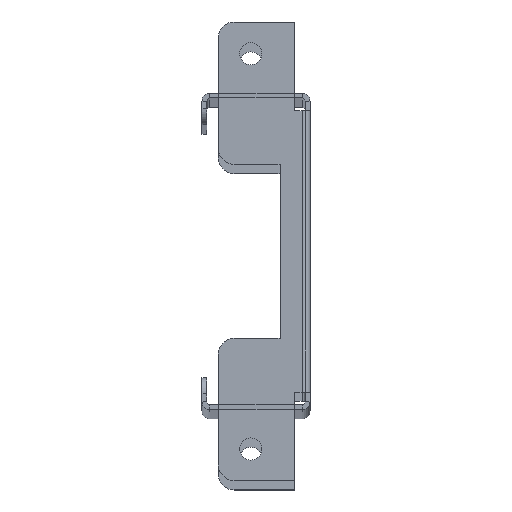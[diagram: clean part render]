
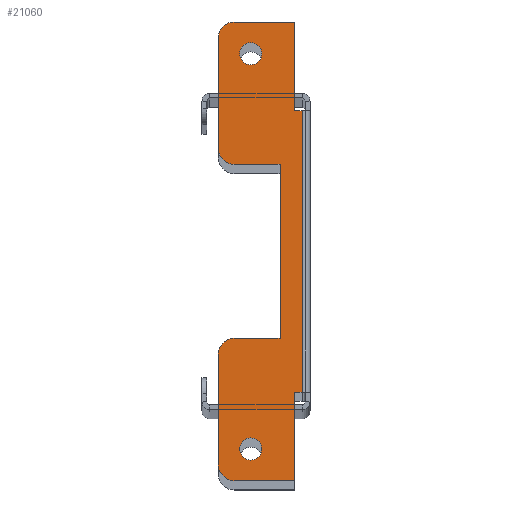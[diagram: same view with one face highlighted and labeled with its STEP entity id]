
A CAD part, top view. The second image highlights one B-rep face of the part: STEP entity #21060.
In plain terms, the highlighted planar face has unit normal (0, 0, 1).
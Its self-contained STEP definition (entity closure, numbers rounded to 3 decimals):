
#10519=CARTESIAN_POINT('Vertex',(-20.8,-62.5,849.5)) ;
#10522=CARTESIAN_POINT('Axis2P3D Location',(-17.3,-62.5,849.5)) ;
#10526=CARTESIAN_POINT('Vertex',(-17.3,-66.,849.5)) ;
#10559=CARTESIAN_POINT('Vertex',(-17.3,66.,849.5)) ;
#10562=CARTESIAN_POINT('Axis2P3D Location',(-17.3,62.5,849.5)) ;
#10566=CARTESIAN_POINT('Vertex',(-20.8,62.5,849.5)) ;
#10600=CARTESIAN_POINT('Axis2P3D Location',(-17.3,62.5,849.5)) ;
#10604=CARTESIAN_POINT('Vertex',(-17.3,59.,849.5)) ;
#10637=CARTESIAN_POINT('Vertex',(-3.5,72.5,849.5)) ;
#10640=CARTESIAN_POINT('Line Origine',(-3.5,58.5,849.5)) ;
#10644=CARTESIAN_POINT('Vertex',(-3.5,44.5,849.5)) ;
#10670=CARTESIAN_POINT('Vertex',(-3.5,-72.5,849.5)) ;
#10673=CARTESIAN_POINT('Line Origine',(-13.,-72.5,849.5)) ;
#10677=CARTESIAN_POINT('Vertex',(-22.5,-72.5,849.5)) ;
#10717=CARTESIAN_POINT('Vertex',(-27.5,32.5,849.5)) ;
#10720=CARTESIAN_POINT('Line Origine',(-27.5,50.,849.5)) ;
#10724=CARTESIAN_POINT('Vertex',(-27.5,67.5,849.5)) ;
#10745=CARTESIAN_POINT('Vertex',(-27.5,-67.5,849.5)) ;
#10748=CARTESIAN_POINT('Line Origine',(-27.5,-50.,849.5)) ;
#10752=CARTESIAN_POINT('Vertex',(-27.5,-32.5,849.5)) ;
#10792=CARTESIAN_POINT('Vertex',(-22.5,-27.5,849.5)) ;
#10795=CARTESIAN_POINT('Line Origine',(-15.25,-27.5,849.5)) ;
#10799=CARTESIAN_POINT('Vertex',(-8.,-27.5,849.5)) ;
#10825=CARTESIAN_POINT('Vertex',(-8.,27.5,849.5)) ;
#10828=CARTESIAN_POINT('Line Origine',(-15.25,27.5,849.5)) ;
#10832=CARTESIAN_POINT('Vertex',(-22.5,27.5,849.5)) ;
#10870=CARTESIAN_POINT('Vertex',(-22.5,72.5,849.5)) ;
#10873=CARTESIAN_POINT('Line Origine',(-13.,72.5,849.5)) ;
#10895=CARTESIAN_POINT('Axis2P3D Location',(-22.5,-67.5,849.5)) ;
#10917=CARTESIAN_POINT('Axis2P3D Location',(-22.5,67.5,849.5)) ;
#10939=CARTESIAN_POINT('Axis2P3D Location',(-22.5,32.5,849.5)) ;
#10961=CARTESIAN_POINT('Axis2P3D Location',(-22.5,-32.5,849.5)) ;
#11671=CARTESIAN_POINT('Axis2P3D Location',(-17.3,62.5,849.5)) ;
#11675=CARTESIAN_POINT('Vertex',(-13.8,62.5,849.5)) ;
#11700=CARTESIAN_POINT('Line Origine',(-8.,0.,849.5)) ;
#11717=CARTESIAN_POINT('Axis2P3D Location',(-17.3,62.5,849.5)) ;
#11745=CARTESIAN_POINT('Vertex',(-3.5,-44.5,849.5)) ;
#11759=CARTESIAN_POINT('Vertex',(-1.,-44.5,849.5)) ;
#11762=CARTESIAN_POINT('Line Origine',(-2.25,-44.5,849.5)) ;
#11792=CARTESIAN_POINT('Vertex',(-13.8,-62.5,849.5)) ;
#11795=CARTESIAN_POINT('Axis2P3D Location',(-17.3,-62.5,849.5)) ;
#11799=CARTESIAN_POINT('Vertex',(-17.3,-59.,849.5)) ;
#11824=CARTESIAN_POINT('Axis2P3D Location',(-17.3,-62.5,849.5)) ;
#11841=CARTESIAN_POINT('Line Origine',(-3.5,-58.5,849.5)) ;
#11863=CARTESIAN_POINT('Axis2P3D Location',(-17.3,-62.5,849.5)) ;
#21013=CARTESIAN_POINT('Axis2P3D Location',(0.,0.,849.5)) ;
#21018=CARTESIAN_POINT('Line Origine',(-1.,0.,849.5)) ;
#21022=CARTESIAN_POINT('Vertex',(-1.,44.5,849.5)) ;
#21025=CARTESIAN_POINT('Line Origine',(-2.25,44.5,849.5)) ;
#10523=DIRECTION('Axis2P3D Direction',(0.,0.,1.)) ;
#10563=DIRECTION('Axis2P3D Direction',(0.,0.,1.)) ;
#10601=DIRECTION('Axis2P3D Direction',(0.,0.,1.)) ;
#10641=DIRECTION('Vector Direction',(0.,1.,0.)) ;
#10674=DIRECTION('Vector Direction',(-1.,0.,0.)) ;
#10721=DIRECTION('Vector Direction',(0.,1.,0.)) ;
#10749=DIRECTION('Vector Direction',(0.,1.,0.)) ;
#10796=DIRECTION('Vector Direction',(1.,0.,0.)) ;
#10829=DIRECTION('Vector Direction',(1.,0.,0.)) ;
#10874=DIRECTION('Vector Direction',(-1.,0.,0.)) ;
#10896=DIRECTION('Axis2P3D Direction',(0.,0.,1.)) ;
#10918=DIRECTION('Axis2P3D Direction',(0.,0.,1.)) ;
#10940=DIRECTION('Axis2P3D Direction',(0.,0.,1.)) ;
#10962=DIRECTION('Axis2P3D Direction',(0.,0.,1.)) ;
#11672=DIRECTION('Axis2P3D Direction',(0.,0.,1.)) ;
#11701=DIRECTION('Vector Direction',(0.,1.,0.)) ;
#11718=DIRECTION('Axis2P3D Direction',(0.,0.,1.)) ;
#11763=DIRECTION('Vector Direction',(1.,0.,0.)) ;
#11796=DIRECTION('Axis2P3D Direction',(0.,0.,1.)) ;
#11825=DIRECTION('Axis2P3D Direction',(0.,0.,1.)) ;
#11842=DIRECTION('Vector Direction',(0.,-1.,0.)) ;
#11864=DIRECTION('Axis2P3D Direction',(0.,0.,1.)) ;
#21014=DIRECTION('Axis2P3D Direction',(0.,0.,1.)) ;
#21015=DIRECTION('Axis2P3D XDirection',(0.,1.,0.)) ;
#21019=DIRECTION('Vector Direction',(0.,-1.,0.)) ;
#21026=DIRECTION('Vector Direction',(1.,0.,0.)) ;
#10524=AXIS2_PLACEMENT_3D('Circle Axis2P3D',#10522,#10523,$) ;
#10564=AXIS2_PLACEMENT_3D('Circle Axis2P3D',#10562,#10563,$) ;
#10602=AXIS2_PLACEMENT_3D('Circle Axis2P3D',#10600,#10601,$) ;
#10897=AXIS2_PLACEMENT_3D('Circle Axis2P3D',#10895,#10896,$) ;
#10919=AXIS2_PLACEMENT_3D('Circle Axis2P3D',#10917,#10918,$) ;
#10941=AXIS2_PLACEMENT_3D('Circle Axis2P3D',#10939,#10940,$) ;
#10963=AXIS2_PLACEMENT_3D('Circle Axis2P3D',#10961,#10962,$) ;
#11673=AXIS2_PLACEMENT_3D('Circle Axis2P3D',#11671,#11672,$) ;
#11719=AXIS2_PLACEMENT_3D('Circle Axis2P3D',#11717,#11718,$) ;
#11797=AXIS2_PLACEMENT_3D('Circle Axis2P3D',#11795,#11796,$) ;
#11826=AXIS2_PLACEMENT_3D('Circle Axis2P3D',#11824,#11825,$) ;
#11865=AXIS2_PLACEMENT_3D('Circle Axis2P3D',#11863,#11864,$) ;
#21016=AXIS2_PLACEMENT_3D('Plane Axis2P3D',#21013,#21014,#21015) ;
#21031=ORIENTED_EDGE('',*,*,#10877,.T.) ;
#21032=ORIENTED_EDGE('',*,*,#10921,.T.) ;
#21033=ORIENTED_EDGE('',*,*,#10726,.F.) ;
#21034=ORIENTED_EDGE('',*,*,#10943,.T.) ;
#21035=ORIENTED_EDGE('',*,*,#10834,.T.) ;
#21036=ORIENTED_EDGE('',*,*,#11704,.F.) ;
#21037=ORIENTED_EDGE('',*,*,#10801,.F.) ;
#21038=ORIENTED_EDGE('',*,*,#10965,.T.) ;
#21039=ORIENTED_EDGE('',*,*,#10754,.F.) ;
#21040=ORIENTED_EDGE('',*,*,#10899,.T.) ;
#21041=ORIENTED_EDGE('',*,*,#10679,.F.) ;
#21042=ORIENTED_EDGE('',*,*,#11845,.F.) ;
#21043=ORIENTED_EDGE('',*,*,#11766,.T.) ;
#21044=ORIENTED_EDGE('',*,*,#21024,.F.) ;
#21045=ORIENTED_EDGE('',*,*,#21029,.F.) ;
#21046=ORIENTED_EDGE('',*,*,#10646,.T.) ;
#21049=ORIENTED_EDGE('',*,*,#10528,.F.) ;
#21050=ORIENTED_EDGE('',*,*,#11828,.F.) ;
#21051=ORIENTED_EDGE('',*,*,#11801,.F.) ;
#21052=ORIENTED_EDGE('',*,*,#11867,.F.) ;
#21055=ORIENTED_EDGE('',*,*,#11721,.F.) ;
#21056=ORIENTED_EDGE('',*,*,#11677,.F.) ;
#21057=ORIENTED_EDGE('',*,*,#10606,.F.) ;
#21058=ORIENTED_EDGE('',*,*,#10568,.F.) ;
#21053=FACE_BOUND('',#21048,.T.) ;
#21059=FACE_BOUND('',#21054,.T.) ;
#10642=VECTOR('Line Direction',#10641,1.) ;
#10675=VECTOR('Line Direction',#10674,1.) ;
#10722=VECTOR('Line Direction',#10721,1.) ;
#10750=VECTOR('Line Direction',#10749,1.) ;
#10797=VECTOR('Line Direction',#10796,1.) ;
#10830=VECTOR('Line Direction',#10829,1.) ;
#10875=VECTOR('Line Direction',#10874,1.) ;
#11702=VECTOR('Line Direction',#11701,1.) ;
#11764=VECTOR('Line Direction',#11763,1.) ;
#11843=VECTOR('Line Direction',#11842,1.) ;
#21020=VECTOR('Line Direction',#21019,1.) ;
#21027=VECTOR('Line Direction',#21026,1.) ;
#21060=ADVANCED_FACE('PartBody',(#21047,#21053,#21059),#21017,.T.) ;
#10525=CIRCLE('generated circle',#10524,3.5) ;
#10565=CIRCLE('generated circle',#10564,3.5) ;
#10603=CIRCLE('generated circle',#10602,3.5) ;
#10898=CIRCLE('generated circle',#10897,5.) ;
#10920=CIRCLE('generated circle',#10919,5.) ;
#10942=CIRCLE('generated circle',#10941,5.) ;
#10964=CIRCLE('generated circle',#10963,5.) ;
#11674=CIRCLE('generated circle',#11673,3.5) ;
#11720=CIRCLE('generated circle',#11719,3.5) ;
#11798=CIRCLE('generated circle',#11797,3.5) ;
#11827=CIRCLE('generated circle',#11826,3.5) ;
#11866=CIRCLE('generated circle',#11865,3.5) ;
#10528=EDGE_CURVE('',#10520,#10527,#10525,.T.) ;
#10568=EDGE_CURVE('',#10560,#10567,#10565,.T.) ;
#10606=EDGE_CURVE('',#10567,#10605,#10603,.T.) ;
#10646=EDGE_CURVE('',#10645,#10638,#10643,.T.) ;
#10679=EDGE_CURVE('',#10671,#10678,#10676,.T.) ;
#10726=EDGE_CURVE('',#10718,#10725,#10723,.T.) ;
#10754=EDGE_CURVE('',#10746,#10753,#10751,.T.) ;
#10801=EDGE_CURVE('',#10793,#10800,#10798,.T.) ;
#10834=EDGE_CURVE('',#10833,#10826,#10831,.T.) ;
#10877=EDGE_CURVE('',#10638,#10871,#10876,.T.) ;
#10899=EDGE_CURVE('',#10746,#10678,#10898,.T.) ;
#10921=EDGE_CURVE('',#10871,#10725,#10920,.T.) ;
#10943=EDGE_CURVE('',#10718,#10833,#10942,.T.) ;
#10965=EDGE_CURVE('',#10793,#10753,#10964,.T.) ;
#11677=EDGE_CURVE('',#10605,#11676,#11674,.T.) ;
#11704=EDGE_CURVE('',#10800,#10826,#11703,.T.) ;
#11721=EDGE_CURVE('',#11676,#10560,#11720,.T.) ;
#11766=EDGE_CURVE('',#11746,#11760,#11765,.T.) ;
#11801=EDGE_CURVE('',#11793,#11800,#11798,.T.) ;
#11828=EDGE_CURVE('',#11800,#10520,#11827,.T.) ;
#11845=EDGE_CURVE('',#11746,#10671,#11844,.T.) ;
#11867=EDGE_CURVE('',#10527,#11793,#11866,.T.) ;
#21024=EDGE_CURVE('',#21023,#11760,#21021,.T.) ;
#21029=EDGE_CURVE('',#10645,#21023,#21028,.T.) ;
#21030=EDGE_LOOP('',(#21031,#21032,#21033,#21034,#21035,#21036,#21037,#21038,#21039,#21040,#21041,#21042,#21043,#21044,#21045,#21046)) ;
#21048=EDGE_LOOP('',(#21049,#21050,#21051,#21052)) ;
#21054=EDGE_LOOP('',(#21055,#21056,#21057,#21058)) ;
#21047=FACE_OUTER_BOUND('',#21030,.T.) ;
#10643=LINE('Line',#10640,#10642) ;
#10676=LINE('Line',#10673,#10675) ;
#10723=LINE('Line',#10720,#10722) ;
#10751=LINE('Line',#10748,#10750) ;
#10798=LINE('Line',#10795,#10797) ;
#10831=LINE('Line',#10828,#10830) ;
#10876=LINE('Line',#10873,#10875) ;
#11703=LINE('Line',#11700,#11702) ;
#11765=LINE('Line',#11762,#11764) ;
#11844=LINE('Line',#11841,#11843) ;
#21021=LINE('Line',#21018,#21020) ;
#21028=LINE('Line',#21025,#21027) ;
#21017=PLANE('',#21016) ;
#10520=VERTEX_POINT('',#10519) ;
#10527=VERTEX_POINT('',#10526) ;
#10560=VERTEX_POINT('',#10559) ;
#10567=VERTEX_POINT('',#10566) ;
#10605=VERTEX_POINT('',#10604) ;
#10638=VERTEX_POINT('',#10637) ;
#10645=VERTEX_POINT('',#10644) ;
#10671=VERTEX_POINT('',#10670) ;
#10678=VERTEX_POINT('',#10677) ;
#10718=VERTEX_POINT('',#10717) ;
#10725=VERTEX_POINT('',#10724) ;
#10746=VERTEX_POINT('',#10745) ;
#10753=VERTEX_POINT('',#10752) ;
#10793=VERTEX_POINT('',#10792) ;
#10800=VERTEX_POINT('',#10799) ;
#10826=VERTEX_POINT('',#10825) ;
#10833=VERTEX_POINT('',#10832) ;
#10871=VERTEX_POINT('',#10870) ;
#11676=VERTEX_POINT('',#11675) ;
#11746=VERTEX_POINT('',#11745) ;
#11760=VERTEX_POINT('',#11759) ;
#11793=VERTEX_POINT('',#11792) ;
#11800=VERTEX_POINT('',#11799) ;
#21023=VERTEX_POINT('',#21022) ;
